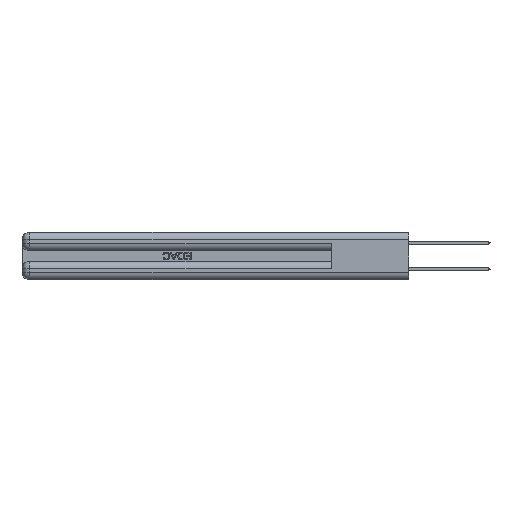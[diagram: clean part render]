
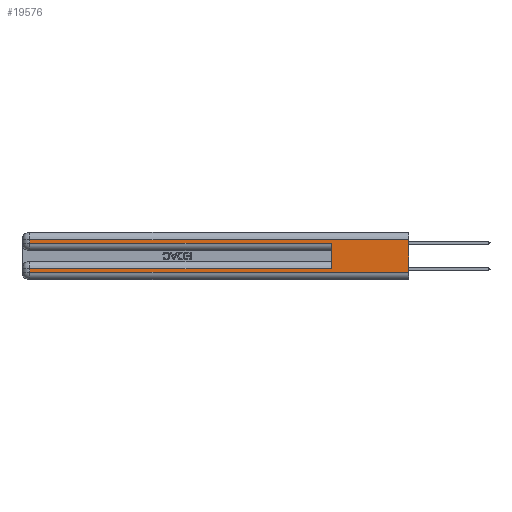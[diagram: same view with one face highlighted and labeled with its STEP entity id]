
A CAD part, left-side view. The second image highlights one B-rep face of the part: STEP entity #19576.
In plain terms, the highlighted planar face has unit normal (-1, 0, 0).
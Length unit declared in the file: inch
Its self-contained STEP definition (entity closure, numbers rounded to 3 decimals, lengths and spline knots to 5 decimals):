
#575 = LINE ( 'NONE', #21337, #37817 ) ;
#786 = ORIENTED_EDGE ( 'NONE', *, *, #43300, .F. ) ;
#1235 = VERTEX_POINT ( 'NONE', #24584 ) ;
#3905 = CARTESIAN_POINT ( 'NONE',  ( 0., 2.94, 0.31 ) ) ;
#5309 = LINE ( 'NONE', #32834, #32892 ) ;
#5974 = LINE ( 'NONE', #15265, #43040 ) ;
#6451 = DIRECTION ( 'NONE',  ( 0., 0., -1. ) ) ;
#6466 = CARTESIAN_POINT ( 'NONE',  ( 0., 0.6, 0.085 ) ) ;
#7062 = EDGE_CURVE ( 'NONE', #9909, #30377, #5974, .T. ) ;
#7872 = VERTEX_POINT ( 'NONE', #16289 ) ;
#8398 = DIRECTION ( 'NONE',  ( 0., 0., 1. ) ) ;
#9086 = DIRECTION ( 'NONE',  ( 0., 0., -1. ) ) ;
#9414 = DIRECTION ( 'NONE',  ( 0., -1., 0. ) ) ;
#9909 = VERTEX_POINT ( 'NONE', #34819 ) ;
#10016 = EDGE_CURVE ( 'NONE', #34778, #20434, #575, .T. ) ;
#11715 = CARTESIAN_POINT ( 'NONE',  ( 0., 0.6, 0.285 ) ) ;
#12562 = EDGE_CURVE ( 'NONE', #30377, #7872, #34610, .T. ) ;
#14061 = ORIENTED_EDGE ( 'NONE', *, *, #43970, .T. ) ;
#15265 = CARTESIAN_POINT ( 'NONE',  ( 0., 0., 0.31 ) ) ;
#15519 = VECTOR ( 'NONE', #9086, 39.37008 ) ;
#16051 = DIRECTION ( 'NONE',  ( 0., -1., 0. ) ) ;
#16289 = CARTESIAN_POINT ( 'NONE',  ( 0., 2.94, 0.285 ) ) ;
#19576 = ADVANCED_FACE ( 'NONE', ( #35009 ), #24407, .F. ) ;
#20434 = VERTEX_POINT ( 'NONE', #37989 ) ;
#20854 = EDGE_CURVE ( 'NONE', #9909, #1235, #46143, .T. ) ;
#21337 = CARTESIAN_POINT ( 'NONE',  ( 0., 2.94, 0.37 ) ) ;
#24407 = PLANE ( 'NONE',  #40002 ) ;
#24584 = CARTESIAN_POINT ( 'NONE',  ( 0., 0., 0.06 ) ) ;
#24729 = CARTESIAN_POINT ( 'NONE',  ( 0., 2.94, 0.085 ) ) ;
#26212 = VECTOR ( 'NONE', #9414, 39.37008 ) ;
#27179 = VECTOR ( 'NONE', #8398, 39.37008 ) ;
#28028 = DIRECTION ( 'NONE',  ( 1., 0., 0. ) ) ;
#28216 = VERTEX_POINT ( 'NONE', #11715 ) ;
#28849 = ORIENTED_EDGE ( 'NONE', *, *, #12562, .T. ) ;
#29106 = ORIENTED_EDGE ( 'NONE', *, *, #40815, .T. ) ;
#30249 = VECTOR ( 'NONE', #16051, 39.37008 ) ;
#30377 = VERTEX_POINT ( 'NONE', #3905 ) ;
#32834 = CARTESIAN_POINT ( 'NONE',  ( 0., 0., 0.085 ) ) ;
#32892 = VECTOR ( 'NONE', #43605, 39.37008 ) ;
#34610 = LINE ( 'NONE', #37627, #15519 ) ;
#34778 = VERTEX_POINT ( 'NONE', #24729 ) ;
#34819 = CARTESIAN_POINT ( 'NONE',  ( 0., 0., 0.31 ) ) ;
#34904 = ORIENTED_EDGE ( 'NONE', *, *, #7062, .T. ) ;
#35009 = FACE_OUTER_BOUND ( 'NONE', #39760, .T. ) ;
#35750 = LINE ( 'NONE', #44938, #26212 ) ;
#35755 = DIRECTION ( 'NONE',  ( 0., 0., -1. ) ) ;
#36629 = VECTOR ( 'NONE', #40885, 39.37008 ) ;
#36735 = DIRECTION ( 'NONE',  ( 0., 1., 0. ) ) ;
#36968 = ORIENTED_EDGE ( 'NONE', *, *, #20854, .F. ) ;
#37627 = CARTESIAN_POINT ( 'NONE',  ( 0., 2.94, 0.37 ) ) ;
#37809 = LINE ( 'NONE', #44265, #27179 ) ;
#37817 = VECTOR ( 'NONE', #35755, 39.37008 ) ;
#37989 = CARTESIAN_POINT ( 'NONE',  ( 0., 2.94, 0.06 ) ) ;
#38555 = ORIENTED_EDGE ( 'NONE', *, *, #10016, .T. ) ;
#39594 = EDGE_CURVE ( 'NONE', #7872, #28216, #40858, .T. ) ;
#39760 = EDGE_LOOP ( 'NONE', ( #36968, #34904, #28849, #45669, #786, #14061, #38555, #29106 ) ) ;
#40002 = AXIS2_PLACEMENT_3D ( 'NONE', #45836, #28028, #6451 ) ;
#40728 = CARTESIAN_POINT ( 'NONE',  ( 0., 0., 0.37 ) ) ;
#40815 = EDGE_CURVE ( 'NONE', #20434, #1235, #35750, .T. ) ;
#40858 = LINE ( 'NONE', #41102, #30249 ) ;
#40885 = DIRECTION ( 'NONE',  ( 0., 0., -1. ) ) ;
#41102 = CARTESIAN_POINT ( 'NONE',  ( 0., 0., 0.285 ) ) ;
#43040 = VECTOR ( 'NONE', #36735, 39.37008 ) ;
#43300 = EDGE_CURVE ( 'NONE', #45588, #28216, #37809, .T. ) ;
#43605 = DIRECTION ( 'NONE',  ( 0., 1., 0. ) ) ;
#43970 = EDGE_CURVE ( 'NONE', #45588, #34778, #5309, .T. ) ;
#44265 = CARTESIAN_POINT ( 'NONE',  ( 0., 0.6, 0.145 ) ) ;
#44938 = CARTESIAN_POINT ( 'NONE',  ( 0., 0., 0.06 ) ) ;
#45588 = VERTEX_POINT ( 'NONE', #6466 ) ;
#45669 = ORIENTED_EDGE ( 'NONE', *, *, #39594, .T. ) ;
#45836 = CARTESIAN_POINT ( 'NONE',  ( 0., 0., 0.37 ) ) ;
#46143 = LINE ( 'NONE', #40728, #36629 ) ;
